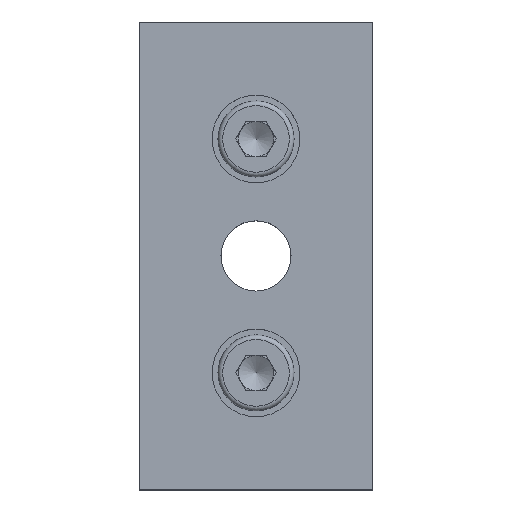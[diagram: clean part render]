
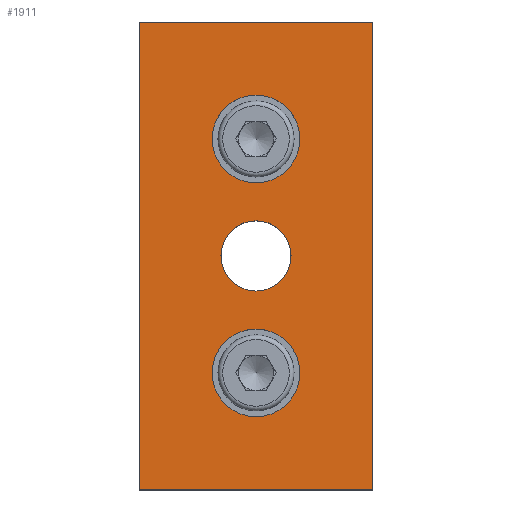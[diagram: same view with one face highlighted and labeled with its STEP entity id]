
A CAD part, top view. The second image highlights one B-rep face of the part: STEP entity #1911.
In plain terms, the highlighted planar face has unit normal (0, 0, 1).
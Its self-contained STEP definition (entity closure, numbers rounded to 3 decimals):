
#843=CIRCLE('',#1780,7.5);
#844=CIRCLE('',#1781,7.5);
#845=CIRCLE('',#1782,6.);
#887=ORIENTED_EDGE('',*,*,#1268,.T.);
#888=ORIENTED_EDGE('',*,*,#1269,.T.);
#889=ORIENTED_EDGE('',*,*,#1270,.T.);
#890=ORIENTED_EDGE('',*,*,#1265,.T.);
#891=ORIENTED_EDGE('',*,*,#1271,.F.);
#892=ORIENTED_EDGE('',*,*,#1272,.F.);
#893=ORIENTED_EDGE('',*,*,#1273,.F.);
#1072=VECTOR('',#1534,1.);
#1075=VECTOR('',#1539,1.);
#1076=VECTOR('',#1540,1.);
#1077=VECTOR('',#1541,1.);
#1132=LINE('',#1987,#1072);
#1135=LINE('',#1992,#1075);
#1136=LINE('',#1994,#1076);
#1137=LINE('',#1995,#1077);
#1195=VERTEX_POINT('',#1985);
#1196=VERTEX_POINT('',#1986);
#1197=VERTEX_POINT('',#1991);
#1198=VERTEX_POINT('',#1993);
#1199=VERTEX_POINT('',#1996);
#1200=VERTEX_POINT('',#1998);
#1201=VERTEX_POINT('',#2000);
#1265=EDGE_CURVE('',#1195,#1196,#1132,.T.);
#1268=EDGE_CURVE('',#1196,#1197,#1135,.T.);
#1269=EDGE_CURVE('',#1197,#1198,#1136,.T.);
#1270=EDGE_CURVE('',#1198,#1195,#1137,.T.);
#1271=EDGE_CURVE('',#1199,#1199,#843,.T.);
#1272=EDGE_CURVE('',#1200,#1200,#844,.T.);
#1273=EDGE_CURVE('',#1201,#1201,#845,.T.);
#1359=EDGE_LOOP('',(#887,#888,#889,#890));
#1360=EDGE_LOOP('',(#891));
#1361=EDGE_LOOP('',(#892));
#1362=EDGE_LOOP('',(#893));
#1441=FACE_BOUND('',#1359,.T.);
#1442=FACE_BOUND('',#1360,.T.);
#1443=FACE_BOUND('',#1361,.T.);
#1444=FACE_BOUND('',#1362,.T.);
#1534=DIRECTION('',(0.,-80.,0.));
#1537=DIRECTION('',(0.,0.,1.));
#1538=DIRECTION('',(0.,-1.,0.));
#1539=DIRECTION('',(40.,0.,0.));
#1540=DIRECTION('',(0.,80.,0.));
#1541=DIRECTION('',(-40.,0.,0.));
#1542=DIRECTION('',(0.,0.,1.));
#1543=DIRECTION('',(0.,7.5,0.));
#1544=DIRECTION('',(0.,0.,1.));
#1545=DIRECTION('',(0.,7.5,0.));
#1546=DIRECTION('',(0.,0.,1.));
#1547=DIRECTION('',(0.,6.,0.));
#1779=AXIS2_PLACEMENT_3D('',#1990,#1537,#1538);
#1780=AXIS2_PLACEMENT_3D('',#1997,#1542,#1543);
#1781=AXIS2_PLACEMENT_3D('',#1999,#1544,#1545);
#1782=AXIS2_PLACEMENT_3D('',#2001,#1546,#1547);
#1873=PLANE('',#1779);
#1911=ADVANCED_FACE('',(#1441,#1442,#1443,#1444),#1873,.T.);
#1985=CARTESIAN_POINT('',(0.,80.,15.));
#1986=CARTESIAN_POINT('',(0.,0.,15.));
#1987=CARTESIAN_POINT('',(0.,80.,15.));
#1990=CARTESIAN_POINT('',(0.,0.,15.));
#1991=CARTESIAN_POINT('',(40.,0.,15.));
#1992=CARTESIAN_POINT('',(0.,0.,15.));
#1993=CARTESIAN_POINT('',(40.,80.,15.));
#1994=CARTESIAN_POINT('',(40.,0.,15.));
#1995=CARTESIAN_POINT('',(40.,80.,15.));
#1996=CARTESIAN_POINT('',(20.,67.5,15.));
#1997=CARTESIAN_POINT('',(20.,60.,15.));
#1998=CARTESIAN_POINT('',(20.,27.5,15.));
#1999=CARTESIAN_POINT('',(20.,20.,15.));
#2000=CARTESIAN_POINT('',(20.,46.,15.));
#2001=CARTESIAN_POINT('',(20.,40.,15.));
